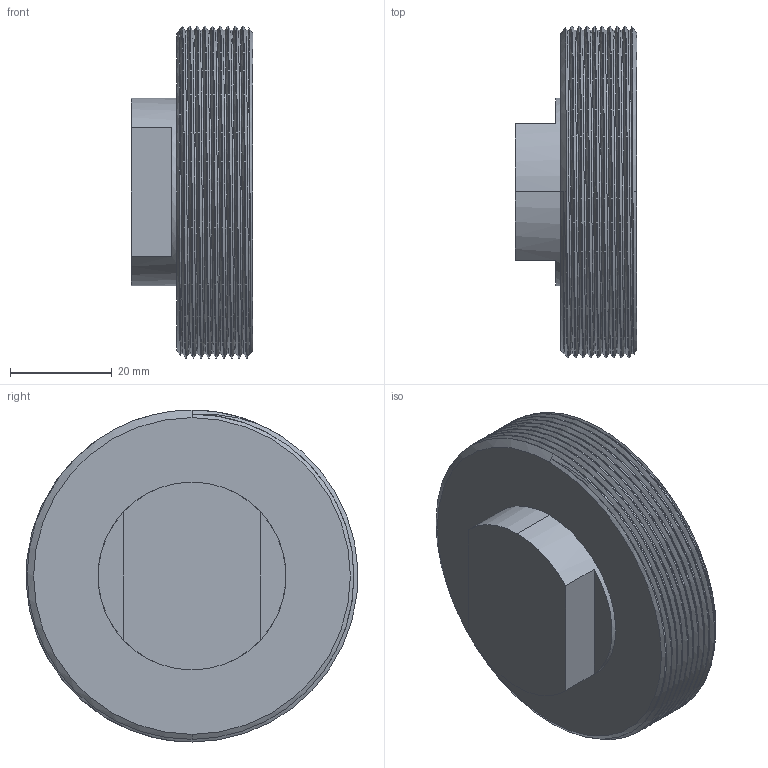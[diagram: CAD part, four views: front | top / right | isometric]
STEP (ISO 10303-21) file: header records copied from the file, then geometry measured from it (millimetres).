
FILE_DESCRIPTION (( 'STEP AP203' ), '1' );
FILE_NAME ('3D_M2033P_40_174192040.STEP', '2024-09-06T08:00:57', ( '' ), ( '' ), 'SwSTEP 2.0', 'SolidWorks 2024', '' );
FILE_SCHEMA (( 'CONFIG_CONTROL_DESIGN' ));
Length unit declared in the file: millimetre
Products named in the file (1): 3D_M2033P_40_174192040
Bounding box: 24 x 65.35 x 65.42 mm (x, y, z)
Volume: 33126.1 mm3; surface area: 13900.8 mm2
Topology: 1 solids, 1 shells, 43 faces, 111 edges, 73 vertices
Faces by surface type: cylinder 25, plane 9, cone 6, bspline 3
Entity records: 3414 total; most frequent: CARTESIAN_POINT 2406, ORIENTED_EDGE 222, DIRECTION 170, EDGE_CURVE 111, VERTEX_POINT 73, AXIS2_PLACEMENT_3D 66, EDGE_LOOP 46, ADVANCED_FACE 43
